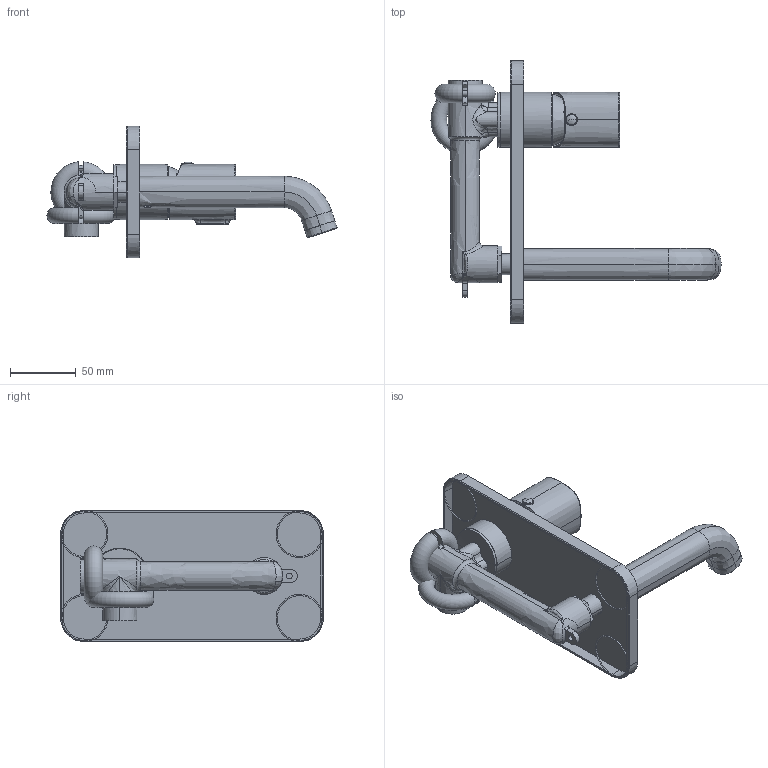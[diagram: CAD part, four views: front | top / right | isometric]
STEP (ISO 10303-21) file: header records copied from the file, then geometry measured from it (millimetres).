
FILE_DESCRIPTION((''),'2;1');
FILE_NAME('WUM148113_ASM','2020-07-02T',('fth20'),(''),'CREO PARAMETRIC BY PTC INC, 2015480','CREO PARAMETRIC BY PTC INC, 2015480','');
FILE_SCHEMA(('CONFIG_CONTROL_DESIGN'));
Products named in the file (19): 80T14431; 81T15030; 8JT14375; J10350KS00-R01; J10350KS00_ASM; 8J22X2A; 8J16X25A; 8YG16045; 7ZG16363; 80P35WUM2; 8EM5X5; 80N81050; PRT0002; 80M168113; 8JT168113; 80M16023NP0; 8J16X15A; PRT0001; WUM148113_ASM
Assembly tree (19 placements, depth 3):
  WUM148113_ASM
    80T14431
    81T15030
    8JT14375
    J10350KS00_ASM
      J10350KS00-R01
    8J22X2A
    8J16X25A  x2
    8YG16045
    7ZG16363
    80P35WUM2
    8EM5X5
    80N81050
    PRT0002
    80M168113
    8JT168113
    80M16023NP0
    8J16X15A
    PRT0001
Bounding box: 220.88 x 200 x 100 mm (x, y, z)
Surface area: 176654.5 mm2 (no closed solid volume)
Topology: 0 solids, 0 shells, 1710 faces, 9602 edges, 9532 vertices
Faces by surface type: bspline 1629, torus 71, sphere 10
Entity records: 198028 total; most frequent: CARTESIAN_POINT 116858, DIRECTION 11697, TRIMMED_CURVE 10416, DEFINITIONAL_REPRESENTATION 9448, PCURVE 9448, COMPOSITE_CURVE_SEGMENT 9448, VECTOR 9367, LINE 9367
